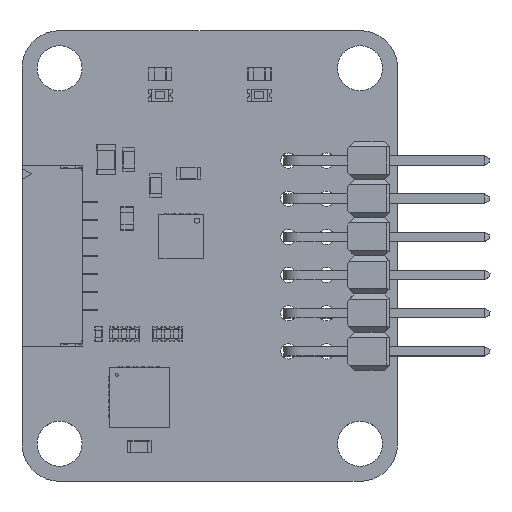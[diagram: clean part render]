
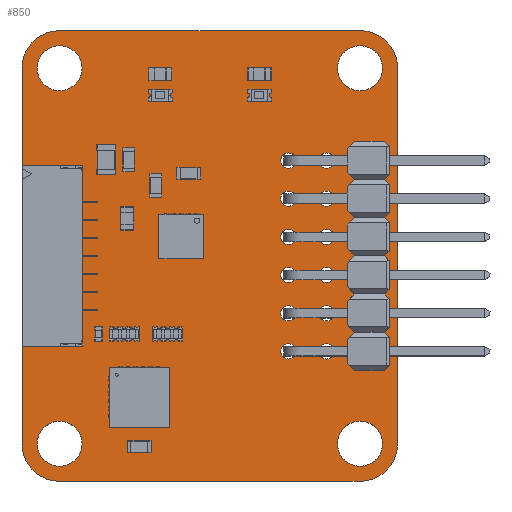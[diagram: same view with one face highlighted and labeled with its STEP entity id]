
A CAD part, top view. The second image highlights one B-rep face of the part: STEP entity #850.
In plain terms, the highlighted planar face has unit normal (0, 0, 1).
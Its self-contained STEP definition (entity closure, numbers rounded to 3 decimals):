
#71 = VERTEX_POINT('',#72);
#72 = CARTESIAN_POINT('',(42.9,-54.8,0.));
#89 = VERTEX_POINT('',#90);
#90 = CARTESIAN_POINT('',(42.9,-29.8,0.));
#96 = EDGE_CURVE('',#71,#89,#97,.T.);
#97 = LINE('',#98,#99);
#98 = CARTESIAN_POINT('',(42.9,-54.8,0.));
#99 = VECTOR('',#100,1.);
#100 = DIRECTION('',(0.,1.,0.));
#121 = VERTEX_POINT('',#122);
#122 = CARTESIAN_POINT('',(45.4,-57.3,0.));
#128 = EDGE_CURVE('',#71,#121,#129,.T.);
#129 = CIRCLE('',#130,2.5);
#130 = AXIS2_PLACEMENT_3D('',#131,#132,#133);
#131 = CARTESIAN_POINT('',(45.4,-54.8,0.));
#132 = DIRECTION('',(0.,0.,1.));
#133 = DIRECTION('',(1.,0.,0.));
#144 = VERTEX_POINT('',#145);
#145 = CARTESIAN_POINT('',(45.4,-27.3,0.));
#161 = EDGE_CURVE('',#144,#89,#162,.T.);
#162 = CIRCLE('',#163,2.5);
#163 = AXIS2_PLACEMENT_3D('',#164,#165,#166);
#164 = CARTESIAN_POINT('',(45.4,-29.8,0.));
#165 = DIRECTION('',(0.,0.,1.));
#166 = DIRECTION('',(1.,0.,0.));
#186 = VERTEX_POINT('',#187);
#187 = CARTESIAN_POINT('',(65.4,-57.3,0.));
#193 = EDGE_CURVE('',#121,#186,#194,.T.);
#194 = LINE('',#195,#196);
#195 = CARTESIAN_POINT('',(45.4,-57.3,0.));
#196 = VECTOR('',#197,1.);
#197 = DIRECTION('',(1.,0.,0.));
#208 = VERTEX_POINT('',#209);
#209 = CARTESIAN_POINT('',(65.5,-27.3,0.));
#224 = EDGE_CURVE('',#208,#144,#225,.T.);
#225 = LINE('',#226,#227);
#226 = CARTESIAN_POINT('',(65.5,-27.3,0.));
#227 = VECTOR('',#228,1.);
#228 = DIRECTION('',(-1.,0.,0.));
#249 = VERTEX_POINT('',#250);
#250 = CARTESIAN_POINT('',(67.9,-54.8,0.));
#256 = EDGE_CURVE('',#186,#249,#257,.T.);
#257 = CIRCLE('',#258,2.5);
#258 = AXIS2_PLACEMENT_3D('',#259,#260,#261);
#259 = CARTESIAN_POINT('',(65.4,-54.8,0.));
#260 = DIRECTION('',(0.,0.,1.));
#261 = DIRECTION('',(1.,0.,0.));
#272 = VERTEX_POINT('',#273);
#273 = CARTESIAN_POINT('',(67.9,-29.9,0.));
#289 = EDGE_CURVE('',#272,#208,#290,.T.);
#290 = CIRCLE('',#291,2.502);
#291 = AXIS2_PLACEMENT_3D('',#292,#293,#294);
#292 = CARTESIAN_POINT('',(65.4,-29.8,0.));
#293 = DIRECTION('',(0.,0.,1.));
#294 = DIRECTION('',(1.,0.,0.));
#312 = EDGE_CURVE('',#272,#249,#313,.T.);
#313 = LINE('',#314,#315);
#314 = CARTESIAN_POINT('',(67.9,-29.9,0.));
#315 = VECTOR('',#316,1.);
#316 = DIRECTION('',(0.,-1.,0.));
#327 = VERTEX_POINT('',#328);
#328 = CARTESIAN_POINT('',(46.9,-29.8,0.));
#344 = EDGE_CURVE('',#327,#327,#345,.T.);
#345 = CIRCLE('',#346,1.5);
#346 = AXIS2_PLACEMENT_3D('',#347,#348,#349);
#347 = CARTESIAN_POINT('',(45.4,-29.8,0.));
#348 = DIRECTION('',(0.,0.,1.));
#349 = DIRECTION('',(1.,0.,-0.));
#360 = VERTEX_POINT('',#361);
#361 = CARTESIAN_POINT('',(66.9,-29.8,0.));
#377 = EDGE_CURVE('',#360,#360,#378,.T.);
#378 = CIRCLE('',#379,1.5);
#379 = AXIS2_PLACEMENT_3D('',#380,#381,#382);
#380 = CARTESIAN_POINT('',(65.4,-29.8,0.));
#381 = DIRECTION('',(0.,0.,1.));
#382 = DIRECTION('',(1.,0.,-0.));
#393 = VERTEX_POINT('',#394);
#394 = CARTESIAN_POINT('',(63.678,-38.49,0.));
#410 = EDGE_CURVE('',#393,#393,#411,.T.);
#411 = CIRCLE('',#412,0.508);
#412 = AXIS2_PLACEMENT_3D('',#413,#414,#415);
#413 = CARTESIAN_POINT('',(63.17,-38.49,0.));
#414 = DIRECTION('',(0.,0.,1.));
#415 = DIRECTION('',(1.,0.,-0.));
#426 = VERTEX_POINT('',#427);
#427 = CARTESIAN_POINT('',(61.138,-38.49,0.));
#443 = EDGE_CURVE('',#426,#426,#444,.T.);
#444 = CIRCLE('',#445,0.508);
#445 = AXIS2_PLACEMENT_3D('',#446,#447,#448);
#446 = CARTESIAN_POINT('',(60.63,-38.49,0.));
#447 = DIRECTION('',(0.,0.,1.));
#448 = DIRECTION('',(1.,0.,-0.));
#459 = VERTEX_POINT('',#460);
#460 = CARTESIAN_POINT('',(61.138,-35.95,0.));
#476 = EDGE_CURVE('',#459,#459,#477,.T.);
#477 = CIRCLE('',#478,0.508);
#478 = AXIS2_PLACEMENT_3D('',#479,#480,#481);
#479 = CARTESIAN_POINT('',(60.63,-35.95,0.));
#480 = DIRECTION('',(0.,0.,1.));
#481 = DIRECTION('',(1.,0.,-0.));
#492 = VERTEX_POINT('',#493);
#493 = CARTESIAN_POINT('',(63.678,-35.95,0.));
#509 = EDGE_CURVE('',#492,#492,#510,.T.);
#510 = CIRCLE('',#511,0.508);
#511 = AXIS2_PLACEMENT_3D('',#512,#513,#514);
#512 = CARTESIAN_POINT('',(63.17,-35.95,0.));
#513 = DIRECTION('',(0.,0.,1.));
#514 = DIRECTION('',(1.,0.,-0.));
#525 = VERTEX_POINT('',#526);
#526 = CARTESIAN_POINT('',(63.678,-46.11,0.));
#542 = EDGE_CURVE('',#525,#525,#543,.T.);
#543 = CIRCLE('',#544,0.508);
#544 = AXIS2_PLACEMENT_3D('',#545,#546,#547);
#545 = CARTESIAN_POINT('',(63.17,-46.11,0.));
#546 = DIRECTION('',(0.,0.,1.));
#547 = DIRECTION('',(1.,0.,-0.));
#558 = VERTEX_POINT('',#559);
#559 = CARTESIAN_POINT('',(63.678,-43.57,0.));
#575 = EDGE_CURVE('',#558,#558,#576,.T.);
#576 = CIRCLE('',#577,0.508);
#577 = AXIS2_PLACEMENT_3D('',#578,#579,#580);
#578 = CARTESIAN_POINT('',(63.17,-43.57,0.));
#579 = DIRECTION('',(0.,0.,1.));
#580 = DIRECTION('',(1.,0.,-0.));
#591 = VERTEX_POINT('',#592);
#592 = CARTESIAN_POINT('',(61.138,-46.11,0.));
#608 = EDGE_CURVE('',#591,#591,#609,.T.);
#609 = CIRCLE('',#610,0.508);
#610 = AXIS2_PLACEMENT_3D('',#611,#612,#613);
#611 = CARTESIAN_POINT('',(60.63,-46.11,0.));
#612 = DIRECTION('',(0.,0.,1.));
#613 = DIRECTION('',(1.,0.,-0.));
#624 = VERTEX_POINT('',#625);
#625 = CARTESIAN_POINT('',(61.138,-43.57,0.));
#641 = EDGE_CURVE('',#624,#624,#642,.T.);
#642 = CIRCLE('',#643,0.508);
#643 = AXIS2_PLACEMENT_3D('',#644,#645,#646);
#644 = CARTESIAN_POINT('',(60.63,-43.57,0.));
#645 = DIRECTION('',(0.,0.,1.));
#646 = DIRECTION('',(1.,0.,-0.));
#657 = VERTEX_POINT('',#658);
#658 = CARTESIAN_POINT('',(61.138,-41.03,0.));
#674 = EDGE_CURVE('',#657,#657,#675,.T.);
#675 = CIRCLE('',#676,0.508);
#676 = AXIS2_PLACEMENT_3D('',#677,#678,#679);
#677 = CARTESIAN_POINT('',(60.63,-41.03,0.));
#678 = DIRECTION('',(0.,0.,1.));
#679 = DIRECTION('',(1.,0.,-0.));
#690 = VERTEX_POINT('',#691);
#691 = CARTESIAN_POINT('',(63.678,-41.03,0.));
#707 = EDGE_CURVE('',#690,#690,#708,.T.);
#708 = CIRCLE('',#709,0.508);
#709 = AXIS2_PLACEMENT_3D('',#710,#711,#712);
#710 = CARTESIAN_POINT('',(63.17,-41.03,0.));
#711 = DIRECTION('',(0.,0.,1.));
#712 = DIRECTION('',(1.,0.,-0.));
#723 = VERTEX_POINT('',#724);
#724 = CARTESIAN_POINT('',(66.9,-54.8,0.));
#740 = EDGE_CURVE('',#723,#723,#741,.T.);
#741 = CIRCLE('',#742,1.5);
#742 = AXIS2_PLACEMENT_3D('',#743,#744,#745);
#743 = CARTESIAN_POINT('',(65.4,-54.8,0.));
#744 = DIRECTION('',(0.,0.,1.));
#745 = DIRECTION('',(1.,0.,-0.));
#756 = VERTEX_POINT('',#757);
#757 = CARTESIAN_POINT('',(46.9,-54.8,0.));
#773 = EDGE_CURVE('',#756,#756,#774,.T.);
#774 = CIRCLE('',#775,1.5);
#775 = AXIS2_PLACEMENT_3D('',#776,#777,#778);
#776 = CARTESIAN_POINT('',(45.4,-54.8,0.));
#777 = DIRECTION('',(0.,0.,1.));
#778 = DIRECTION('',(1.,0.,-0.));
#789 = VERTEX_POINT('',#790);
#790 = CARTESIAN_POINT('',(61.138,-48.65,0.));
#806 = EDGE_CURVE('',#789,#789,#807,.T.);
#807 = CIRCLE('',#808,0.508);
#808 = AXIS2_PLACEMENT_3D('',#809,#810,#811);
#809 = CARTESIAN_POINT('',(60.63,-48.65,0.));
#810 = DIRECTION('',(0.,0.,1.));
#811 = DIRECTION('',(1.,0.,-0.));
#822 = VERTEX_POINT('',#823);
#823 = CARTESIAN_POINT('',(63.678,-48.65,0.));
#839 = EDGE_CURVE('',#822,#822,#840,.T.);
#840 = CIRCLE('',#841,0.508);
#841 = AXIS2_PLACEMENT_3D('',#842,#843,#844);
#842 = CARTESIAN_POINT('',(63.17,-48.65,0.));
#843 = DIRECTION('',(0.,0.,1.));
#844 = DIRECTION('',(1.,0.,-0.));
#850 = ADVANCED_FACE('',(#851,#861,#864,#867,#870,#873,#876,#879,#882,
    #885,#888,#891,#894,#897,#900,#903,#906),#909,.F.);
#851 = FACE_BOUND('',#852,.F.);
#852 = EDGE_LOOP('',(#853,#854,#855,#856,#857,#858,#859,#860));
#853 = ORIENTED_EDGE('',*,*,#96,.T.);
#854 = ORIENTED_EDGE('',*,*,#161,.F.);
#855 = ORIENTED_EDGE('',*,*,#224,.F.);
#856 = ORIENTED_EDGE('',*,*,#289,.F.);
#857 = ORIENTED_EDGE('',*,*,#312,.T.);
#858 = ORIENTED_EDGE('',*,*,#256,.F.);
#859 = ORIENTED_EDGE('',*,*,#193,.F.);
#860 = ORIENTED_EDGE('',*,*,#128,.F.);
#861 = FACE_BOUND('',#862,.F.);
#862 = EDGE_LOOP('',(#863));
#863 = ORIENTED_EDGE('',*,*,#344,.T.);
#864 = FACE_BOUND('',#865,.F.);
#865 = EDGE_LOOP('',(#866));
#866 = ORIENTED_EDGE('',*,*,#377,.T.);
#867 = FACE_BOUND('',#868,.F.);
#868 = EDGE_LOOP('',(#869));
#869 = ORIENTED_EDGE('',*,*,#410,.T.);
#870 = FACE_BOUND('',#871,.F.);
#871 = EDGE_LOOP('',(#872));
#872 = ORIENTED_EDGE('',*,*,#443,.T.);
#873 = FACE_BOUND('',#874,.F.);
#874 = EDGE_LOOP('',(#875));
#875 = ORIENTED_EDGE('',*,*,#476,.T.);
#876 = FACE_BOUND('',#877,.F.);
#877 = EDGE_LOOP('',(#878));
#878 = ORIENTED_EDGE('',*,*,#509,.T.);
#879 = FACE_BOUND('',#880,.F.);
#880 = EDGE_LOOP('',(#881));
#881 = ORIENTED_EDGE('',*,*,#542,.T.);
#882 = FACE_BOUND('',#883,.F.);
#883 = EDGE_LOOP('',(#884));
#884 = ORIENTED_EDGE('',*,*,#575,.T.);
#885 = FACE_BOUND('',#886,.F.);
#886 = EDGE_LOOP('',(#887));
#887 = ORIENTED_EDGE('',*,*,#608,.T.);
#888 = FACE_BOUND('',#889,.F.);
#889 = EDGE_LOOP('',(#890));
#890 = ORIENTED_EDGE('',*,*,#641,.T.);
#891 = FACE_BOUND('',#892,.F.);
#892 = EDGE_LOOP('',(#893));
#893 = ORIENTED_EDGE('',*,*,#674,.T.);
#894 = FACE_BOUND('',#895,.F.);
#895 = EDGE_LOOP('',(#896));
#896 = ORIENTED_EDGE('',*,*,#707,.T.);
#897 = FACE_BOUND('',#898,.F.);
#898 = EDGE_LOOP('',(#899));
#899 = ORIENTED_EDGE('',*,*,#740,.T.);
#900 = FACE_BOUND('',#901,.F.);
#901 = EDGE_LOOP('',(#902));
#902 = ORIENTED_EDGE('',*,*,#773,.T.);
#903 = FACE_BOUND('',#904,.F.);
#904 = EDGE_LOOP('',(#905));
#905 = ORIENTED_EDGE('',*,*,#806,.T.);
#906 = FACE_BOUND('',#907,.F.);
#907 = EDGE_LOOP('',(#908));
#908 = ORIENTED_EDGE('',*,*,#839,.T.);
#909 = PLANE('',#910);
#910 = AXIS2_PLACEMENT_3D('',#911,#912,#913);
#911 = CARTESIAN_POINT('',(55.4,-42.299,0.));
#912 = DIRECTION('',(-0.,-0.,-1.));
#913 = DIRECTION('',(-1.,0.,0.));
